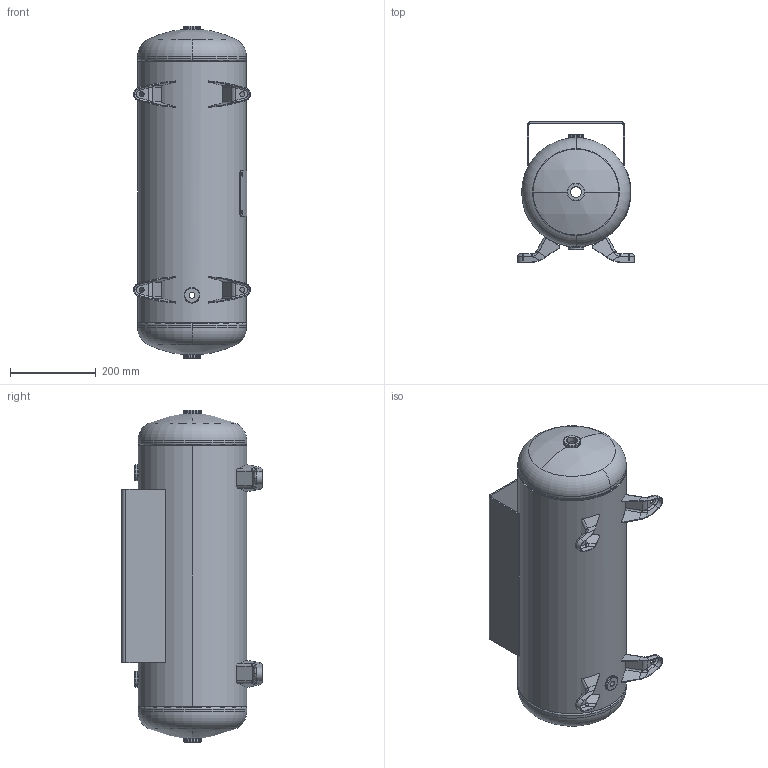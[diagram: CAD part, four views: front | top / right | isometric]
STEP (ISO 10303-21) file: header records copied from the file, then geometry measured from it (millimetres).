
FILE_DESCRIPTION (( 'STEP AP214' ), '1' );
FILE_NAME ('302462.STEP', '2024-03-20T16:00:08', ( '' ), ( '' ), 'SwSTEP 2.0', 'SolidWorks 2022', '' );
FILE_SCHEMA (( 'AUTOMOTIVE_DESIGN' ));
Length unit declared in the file: inch
Products named in the file (10): HEAD_10X094JOG; A84487; 302462-SL; PHOENIX FLAT FLANGE_0500P393; PHOENIX FLAT FLANGE_0250P391; PHOENIX FLAT FLANGE_0750; NP-HOR_10; A21150; 302462
Assembly tree (15 placements, depth 2):
  302462
    302462-SL
    HEAD_10X094JOG
    HEAD_10X094JOG
    PHOENIX FLAT FLANGE_0750  x2
    PHOENIX FLAT FLANGE_0500P393  x3
    PHOENIX FLAT FLANGE_0250P391
    A84487
    A21150  x4
    NP-HOR_10
Bounding box: 273.05 x 328.62 x 776.27 mm (x, y, z)
Volume: 2517418.5 mm3; surface area: 1744459.3 mm2
Topology: 15 solids, 15 shells, 486 faces, 1122 edges, 676 vertices
Faces by surface type: cylinder 182, plane 116, torus 112, bspline 68, sphere 8
Full cylindrical faces by diameter (mm): 247.955 x1, 254 x1
Entity records: 12600 total; most frequent: CARTESIAN_POINT 6848, DIRECTION 1150, ORIENTED_EDGE 1080, EDGE_CURVE 540, AXIS2_PLACEMENT_3D 500, VERTEX_POINT 322, CIRCLE 274, EDGE_LOOP 274
